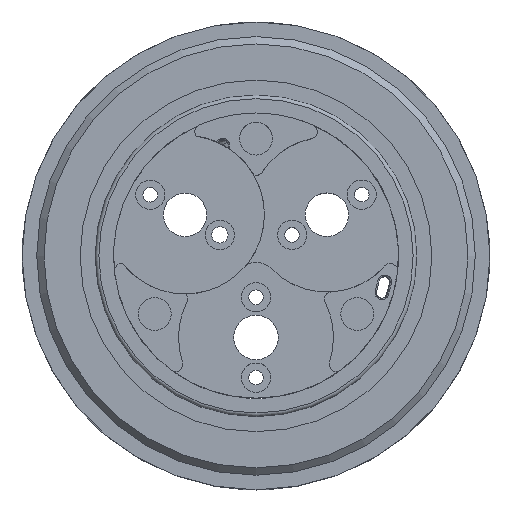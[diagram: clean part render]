
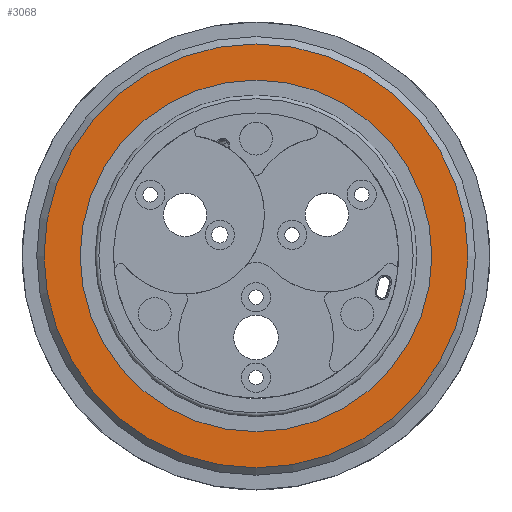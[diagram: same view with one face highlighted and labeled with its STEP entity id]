
A CAD part, top view. The second image highlights one B-rep face of the part: STEP entity #3068.
In plain terms, the highlighted planar face has unit normal (0, 0, 1).
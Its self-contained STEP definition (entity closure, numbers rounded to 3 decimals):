
#62=PLANE('',#3406);
#130=FACE_BOUND('',#757,.T.);
#561=FACE_OUTER_BOUND('',#756,.T.);
#756=EDGE_LOOP('',(#2444));
#757=EDGE_LOOP('',(#2445));
#1121=CIRCLE('',#3357,29.);
#1141=CIRCLE('',#3386,24.05);
#1396=VERTEX_POINT('',#5398);
#1438=VERTEX_POINT('',#6530);
#1770=EDGE_CURVE('',#1396,#1396,#1121,.T.);
#1818=EDGE_CURVE('',#1438,#1438,#1141,.T.);
#2444=ORIENTED_EDGE('',*,*,#1770,.T.);
#2445=ORIENTED_EDGE('',*,*,#1818,.F.);
#3068=ADVANCED_FACE('',(#561,#130),#62,.F.);
#3357=AXIS2_PLACEMENT_3D('',#5400,#3979,#3980);
#3386=AXIS2_PLACEMENT_3D('',#6532,#4050,#4051);
#3406=AXIS2_PLACEMENT_3D('',#6740,#4096,#4097);
#3979=DIRECTION('center_axis',(0.,0.,1.));
#3980=DIRECTION('ref_axis',(0.,1.,0.));
#4050=DIRECTION('center_axis',(0.,0.,1.));
#4051=DIRECTION('ref_axis',(0.,-1.,0.));
#4096=DIRECTION('center_axis',(0.,0.,-1.));
#4097=DIRECTION('ref_axis',(-1.,0.,0.));
#5398=CARTESIAN_POINT('',(0.,-29.,-32.5));
#5400=CARTESIAN_POINT('Origin',(0.,0.,-32.5));
#6530=CARTESIAN_POINT('',(0.,24.05,-32.5));
#6532=CARTESIAN_POINT('Origin',(0.,0.,-32.5));
#6740=CARTESIAN_POINT('Origin',(0.,-27.025,-32.5));
